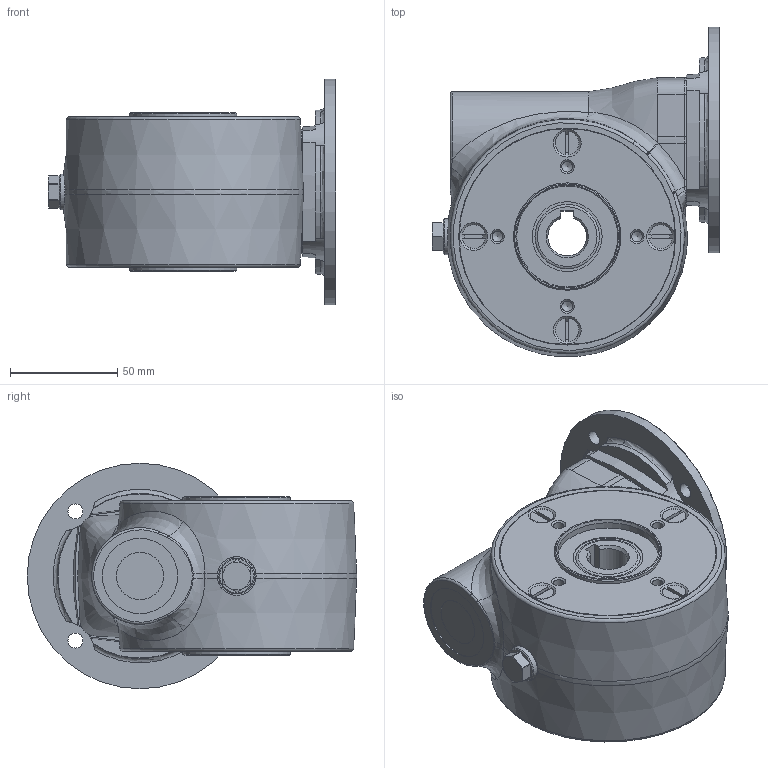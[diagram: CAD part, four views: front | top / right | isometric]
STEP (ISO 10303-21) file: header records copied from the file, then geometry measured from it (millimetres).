
FILE_DESCRIPTION(/* description */ ('Unknown'),/* implementation_level */ '2;1');
FILE_NAME(/* name */ '_P_N45_UNI_N_xxx_0_MB_I_N_N_-Q_B3_-C_',/* time_stamp */ '2025-09-10T13:19:57+02:00',/* author */ ('Unknown'),/* organization */ ('Unknown'),/* preprocessor_version */ 'ST-DEVELOPER v18.104',/* originating_system */ 'Solid Edge',/* authorisation */ 'Unknown');
FILE_SCHEMA (('AUTOMOTIVE_DESIGN {1 0 10303 214 3 1 1}'));
Length unit declared in the file: millimetre
Products named in the file (6): _P_N45_UNI_N_xxx_0_MB_I_N_N_-Q_B3_-C_; _B_N45_UNI_N_xxx_0_; I504045; VTBIM06x14; C355092P
Assembly tree (8 placements, depth 3):
  _P_N45_UNI_N_xxx_0_MB_I_N_N_-Q_B3_-C_
    _B_N45_UNI_N_xxx_0_
    I504045
      I504045
      VTBIM06x14  x4
    C355092P
Bounding box: 133.8 x 153.39 x 105 mm (x, y, z)
Volume: 815206 mm3; surface area: 91202 mm2
Topology: 7 solids, 7 shells, 386 faces, 949 edges, 612 vertices
Faces by surface type: plane 142, cylinder 95, cone 89, bspline 33, torus 27
Full cylindrical faces by diameter (mm): 4.917 x12, 6 x4, 6.5 x8, 7 x4, 10 x4, 11 x4, 16.5 x1, 16.662 x1, 18 x1, 22 x1, 24.95 x1, 25 x1, 26 x1, 30 x1, 32.5 x2, 35 x1, 40 x1, 47 x4, 50 x2, 70 x1, 101 x1, 105 x1
Entity records: 14558 total; most frequent: CARTESIAN_POINT 5705, DIRECTION 1400, ORIENTED_EDGE 1326, EDGE_CURVE 663, AXIS2_PLACEMENT_3D 627, FACE_BOUND 508, EDGE_LOOP 496, VERTEX_POINT 481
